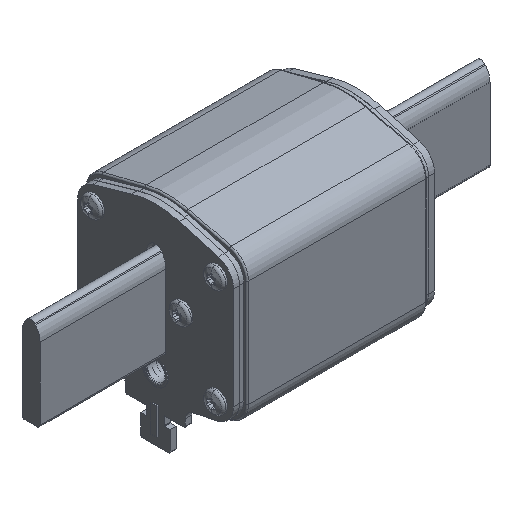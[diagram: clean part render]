
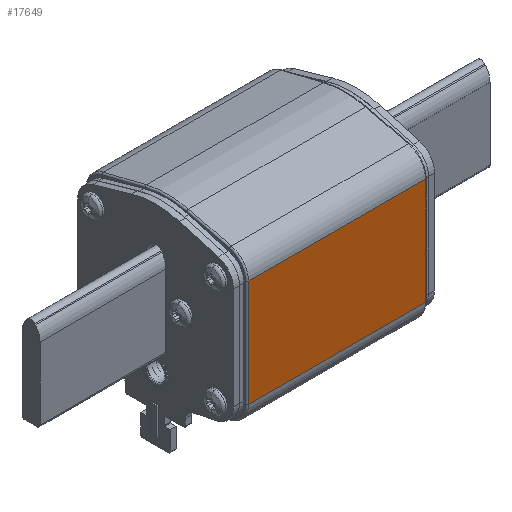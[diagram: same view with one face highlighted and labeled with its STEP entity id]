
A CAD part, isometric view. The second image highlights one B-rep face of the part: STEP entity #17649.
In plain terms, the highlighted planar face has unit normal (0, -1, 0).
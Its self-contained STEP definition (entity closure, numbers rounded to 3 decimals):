
#14595=DIRECTION('',(0.,0.,-1.));
#14596=VECTOR('',#14595,35.626);
#14597=CARTESIAN_POINT('',(-29.5,-27.,17.813));
#14598=LINE('',#14597,#14596);
#14821=DIRECTION('',(1.,0.,0.));
#14822=VECTOR('',#14821,59.);
#14823=CARTESIAN_POINT('',(-29.5,-27.,-17.813));
#14824=LINE('',#14823,#14822);
#14842=DIRECTION('',(-1.,0.,0.));
#14843=VECTOR('',#14842,59.);
#14844=CARTESIAN_POINT('',(29.5,-27.,17.813));
#14845=LINE('',#14844,#14843);
#15100=DIRECTION('',(0.,0.,1.));
#15101=VECTOR('',#15100,35.626);
#15102=CARTESIAN_POINT('',(29.5,-27.,-17.813));
#15103=LINE('',#15102,#15101);
#16954=CARTESIAN_POINT('',(-29.5,-27.,-17.813));
#16955=VERTEX_POINT('',#16954);
#16956=CARTESIAN_POINT('',(-29.5,-27.,17.813));
#16957=VERTEX_POINT('',#16956);
#17060=CARTESIAN_POINT('',(29.5,-27.,-17.813));
#17061=VERTEX_POINT('',#17060);
#17062=CARTESIAN_POINT('',(29.5,-27.,17.813));
#17063=VERTEX_POINT('',#17062);
#17636=CARTESIAN_POINT('',(-30.,-27.,17.813));
#17637=DIRECTION('',(0.,-1.,0.));
#17638=DIRECTION('',(0.,0.,-1.));
#17639=AXIS2_PLACEMENT_3D('',#17636,#17637,#17638);
#17640=PLANE('',#17639);
#17641=ORIENTED_EDGE('',*,*,#17320,.F.);
#17643=ORIENTED_EDGE('',*,*,#17642,.F.);
#17645=ORIENTED_EDGE('',*,*,#17644,.F.);
#17646=ORIENTED_EDGE('',*,*,#17628,.F.);
#17647=EDGE_LOOP('',(#17641,#17643,#17645,#17646));
#17648=FACE_OUTER_BOUND('',#17647,.F.);
#17320=EDGE_CURVE('',#16957,#16955,#14598,.T.);
#17628=EDGE_CURVE('',#16955,#17061,#14824,.T.);
#17642=EDGE_CURVE('',#17063,#16957,#14845,.T.);
#17644=EDGE_CURVE('',#17061,#17063,#15103,.T.);
#17649=ADVANCED_FACE('',(#17648),#17640,.T.);
